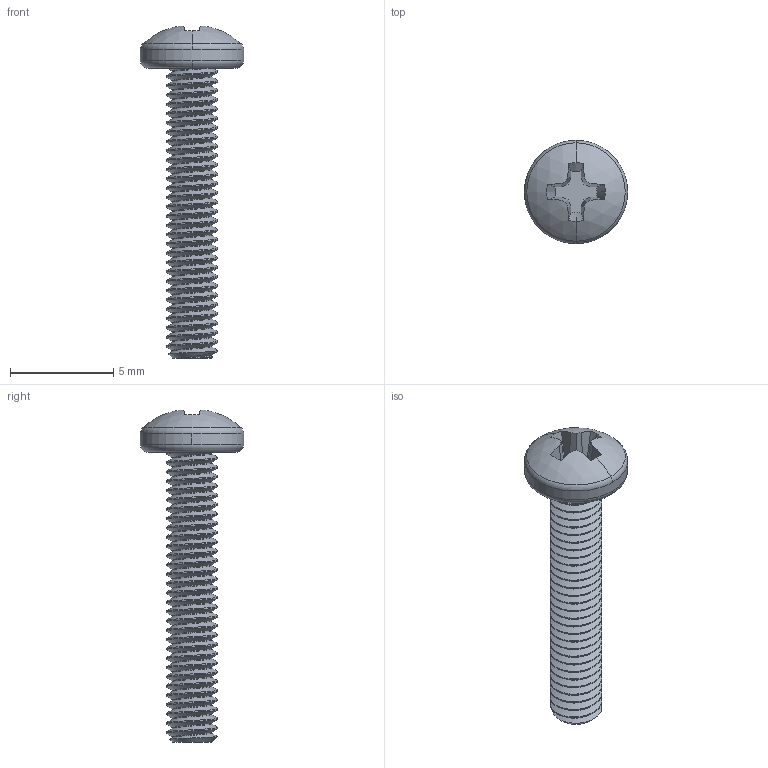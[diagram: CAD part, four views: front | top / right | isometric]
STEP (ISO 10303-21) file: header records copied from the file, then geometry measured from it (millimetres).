
FILE_DESCRIPTION (( 'STEP AP214' ), '1' );
FILE_NAME ('95836A213_Black-Oxide 18-8 Stainless Steel Pan Head Phillips Screws.STEP', '2022-09-16T18:11:03', ( '' ), ( '' ), 'SwSTEP 2.0', 'SolidWorks 2022', '' );
FILE_SCHEMA (( 'AUTOMOTIVE_DESIGN' ));
Length unit declared in the file: millimetre
Products named in the file (1): 95836A213_Black-Oxide 18-8 Stainless Steel Pan Head Phillips Screws
Bounding box: 5 x 5 x 16.05 mm (x, y, z)
Volume: 80.3 mm3; surface area: 237.4 mm2
Topology: 1 solids, 1 shells, 195 faces, 571 edges, 379 vertices
Faces by surface type: cylinder 158, plane 19, cone 9, torus 4, bspline 3, sphere 2
Entity records: 8992 total; most frequent: CARTESIAN_POINT 4706, ORIENTED_EDGE 1142, DIRECTION 683, EDGE_CURVE 571, VERTEX_POINT 379, AXIS2_PLACEMENT_3D 247, EDGE_LOOP 196, FACE_OUTER_BOUND 195
